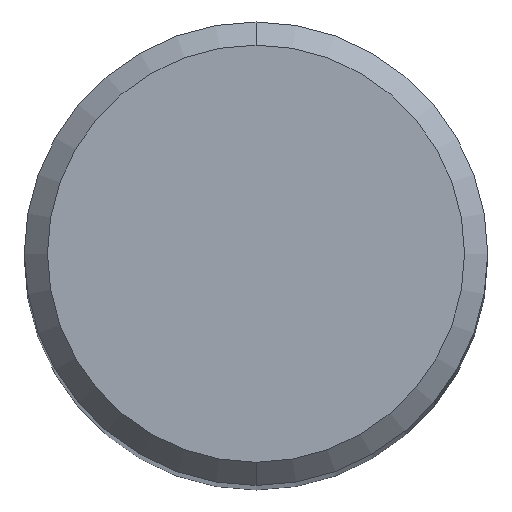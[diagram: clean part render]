
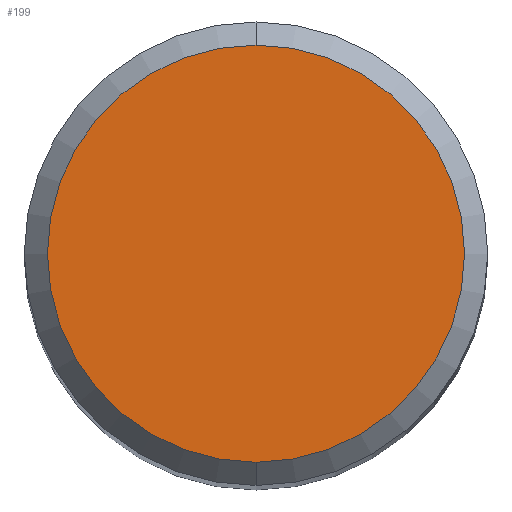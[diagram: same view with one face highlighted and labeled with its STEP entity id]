
A CAD part, top view. The second image highlights one B-rep face of the part: STEP entity #199.
In plain terms, the highlighted planar face has unit normal (0, 0, 1).
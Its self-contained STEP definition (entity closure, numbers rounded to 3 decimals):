
#99=VERTEX_POINT('',#250);
#129=EDGE_CURVE('',#187,#99,#284,.T.);
#131=EDGE_CURVE('',#99,#187,#286,.T.);
#187=VERTEX_POINT('',#345);
#199=ADVANCED_FACE('',(#359),#360,.T.);
#250=CARTESIAN_POINT('',(0.0,3.6,0.0));
#284=CIRCLE('',#454,3.6);
#286=CIRCLE('',#457,3.6);
#345=CARTESIAN_POINT('',(0.,-3.6,0.0));
#359=FACE_OUTER_BOUND('',#554,.T.);
#360=PLANE('',#555);
#454=AXIS2_PLACEMENT_3D('',#642,#643,#644);
#457=AXIS2_PLACEMENT_3D('',#645,#646,#647);
#554=EDGE_LOOP('',(#722,#723));
#555=AXIS2_PLACEMENT_3D('',#724,#725,#726);
#642=CARTESIAN_POINT('',(0.0,0.0,0.0));
#643=DIRECTION('',(0.0,0.0,-1.0));
#644=DIRECTION('',(0.0,1.0,0.0));
#645=CARTESIAN_POINT('',(0.0,0.0,0.0));
#646=DIRECTION('',(0.0,0.0,-1.0));
#647=DIRECTION('',(0.0,1.0,0.0));
#722=ORIENTED_EDGE('',*,*,#131,.F.);
#723=ORIENTED_EDGE('',*,*,#129,.F.);
#724=CARTESIAN_POINT('',(0.0,1.8,0.0));
#725=DIRECTION('',(-0.0,0.0,1.0));
#726=DIRECTION('',(0.0,-1.0,0.0));
